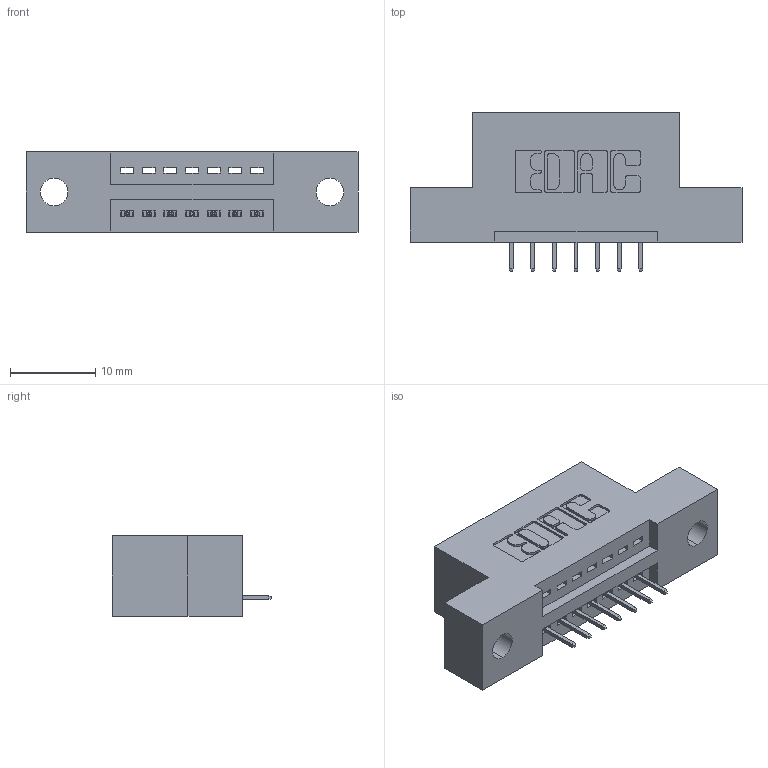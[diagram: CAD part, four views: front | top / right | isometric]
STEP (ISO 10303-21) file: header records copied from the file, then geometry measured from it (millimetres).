
FILE_DESCRIPTION (( 'STEP AP203' ), '1' );
FILE_NAME ('345-007-525-102.STEP', '2020-09-18T22:03:18', ( '' ), ( '' ), 'SwSTEP 2.0', 'SolidWorks 2020', '' );
FILE_SCHEMA (( 'CONFIG_CONTROL_DESIGN' ));
Length unit declared in the file: inch
Products named in the file (3): 345 Part_Flush Mounting Lugs - 0.128 Dia; 345-292-001_345-293-125; 345-007-525-102
Assembly tree (8 placements, depth 2):
  345-007-525-102
    345 Part_Flush Mounting Lugs - 0.128 Dia
    345-292-001_345-293-125  x7
Bounding box: 38.99 x 18.72 x 9.4 mm (x, y, z)
Volume: 3351.2 mm3; surface area: 3611 mm2
Topology: 8 solids, 8 shells, 560 faces, 1601 edges, 1038 vertices
Faces by surface type: plane 402, cylinder 158
Entity records: 10057 total; most frequent: CARTESIAN_POINT 1749, ORIENTED_EDGE 1690, DIRECTION 1579, EDGE_CURVE 845, LINE 689, VECTOR 689, VERTEX_POINT 558, AXIS2_PLACEMENT_3D 445
